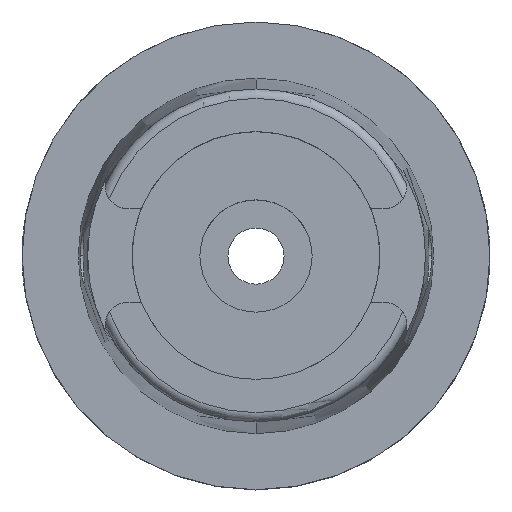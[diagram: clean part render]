
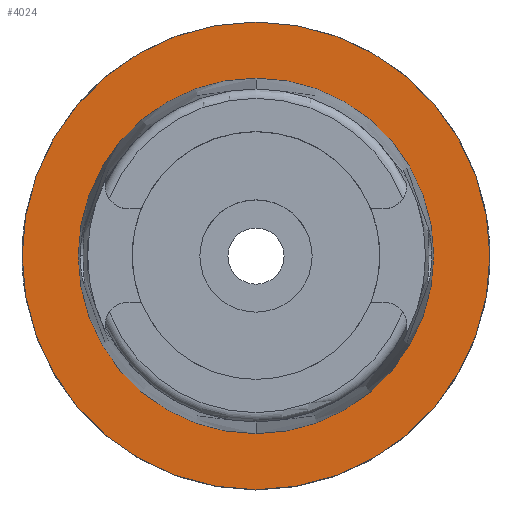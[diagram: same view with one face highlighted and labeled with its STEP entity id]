
A CAD part, top view. The second image highlights one B-rep face of the part: STEP entity #4024.
In plain terms, the highlighted planar face has unit normal (0, 0, 1).
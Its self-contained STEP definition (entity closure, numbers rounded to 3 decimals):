
#1947=CARTESIAN_POINT('',(0.,0.,0.));
#1948=DIRECTION('',(0.,0.,-1.));
#1949=DIRECTION('',(0.,-1.,0.));
#1950=AXIS2_PLACEMENT_3D('',#1947,#1948,#1949);
#1955=CARTESIAN_POINT('',(0.,0.,0.));
#1956=DIRECTION('',(0.,0.,-1.));
#1957=DIRECTION('',(0.,1.,0.));
#1958=AXIS2_PLACEMENT_3D('',#1955,#1956,#1957);
#1963=CARTESIAN_POINT('',(0.,0.,0.));
#1964=DIRECTION('',(0.,0.,1.));
#1965=DIRECTION('',(0.,-1.,0.));
#1966=AXIS2_PLACEMENT_3D('',#1963,#1964,#1965);
#1971=CARTESIAN_POINT('',(0.,0.,0.));
#1972=DIRECTION('',(0.,0.,1.));
#1973=DIRECTION('',(0.,1.,0.));
#1974=AXIS2_PLACEMENT_3D('',#1971,#1972,#1973);
#2324=CARTESIAN_POINT('',(0.,-38.,0.));
#2325=VERTEX_POINT('',#2324);
#2326=CARTESIAN_POINT('',(0.,38.,0.));
#2327=VERTEX_POINT('',#2326);
#2582=CARTESIAN_POINT('',(0.,50.,0.));
#2583=VERTEX_POINT('',#2582);
#2584=CARTESIAN_POINT('',(0.,-50.,0.));
#2585=VERTEX_POINT('',#2584);
#4011=CARTESIAN_POINT('',(0.,0.,0.));
#4012=DIRECTION('',(0.,0.,1.));
#4013=DIRECTION('',(0.,1.,0.));
#4014=AXIS2_PLACEMENT_3D('',#4011,#4012,#4013);
#4015=PLANE('',#4014);
#4016=ORIENTED_EDGE('',*,*,#3776,.T.);
#4017=ORIENTED_EDGE('',*,*,#3885,.T.);
#4018=EDGE_LOOP('',(#4016,#4017));
#4019=FACE_OUTER_BOUND('',#4018,.F.);
#4020=ORIENTED_EDGE('',*,*,#2771,.T.);
#4021=ORIENTED_EDGE('',*,*,#2742,.T.);
#4022=EDGE_LOOP('',(#4020,#4021));
#4023=FACE_BOUND('',#4022,.F.);
#1951=CIRCLE('',#1950,50.);
#1959=CIRCLE('',#1958,50.);
#1967=CIRCLE('',#1966,38.);
#1975=CIRCLE('',#1974,38.);
#2742=EDGE_CURVE('',#2327,#2325,#1975,.T.);
#2771=EDGE_CURVE('',#2325,#2327,#1967,.T.);
#3776=EDGE_CURVE('',#2585,#2583,#1951,.T.);
#3885=EDGE_CURVE('',#2583,#2585,#1959,.T.);
#4024=ADVANCED_FACE('',(#4019,#4023),#4015,.T.);
